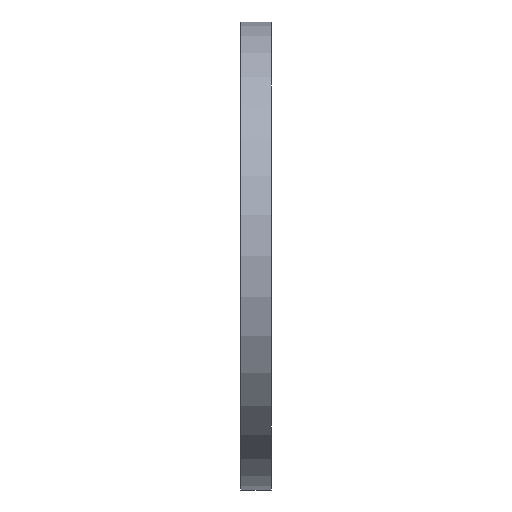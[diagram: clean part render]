
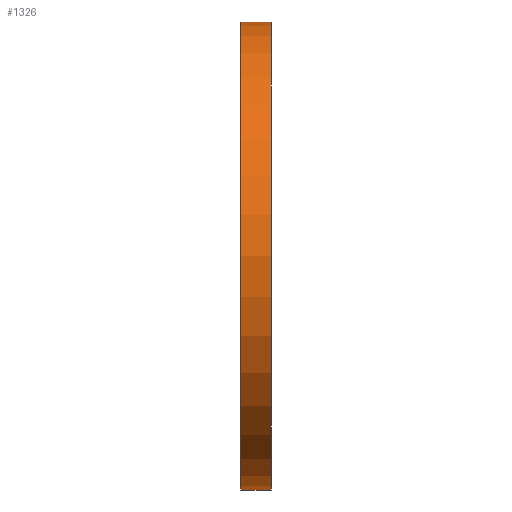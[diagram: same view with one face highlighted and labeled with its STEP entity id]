
A CAD part, left-side view. The second image highlights one B-rep face of the part: STEP entity #1326.
In plain terms, the highlighted cylindrical face has radius 290 mm (diameter 580 mm), a partial arc.
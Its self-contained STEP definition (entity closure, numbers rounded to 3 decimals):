
#9 = CARTESIAN_POINT ( 'NONE',  ( 0., 38., -290. ) ) ;
#25 = DIRECTION ( 'NONE',  ( 0., 1., 0. ) ) ;
#36 = CARTESIAN_POINT ( 'NONE',  ( 0., 0., 0. ) ) ;
#46 = EDGE_CURVE ( 'NONE', #320, #757, #814, .T. ) ;
#71 = EDGE_LOOP ( 'NONE', ( #149, #1315, #331, #799 ) ) ;
#112 = EDGE_CURVE ( 'NONE', #382, #1330, #212, .T. ) ;
#135 = DIRECTION ( 'NONE',  ( 0., 0., 1. ) ) ;
#149 = ORIENTED_EDGE ( 'NONE', *, *, #553, .F. ) ;
#212 = CIRCLE ( 'NONE', #1357, 290. ) ;
#250 = CARTESIAN_POINT ( 'NONE',  ( 0., 34.695, -290. ) ) ;
#280 = AXIS2_PLACEMENT_3D ( 'NONE', #1443, #1114, #1459 ) ;
#320 = VERTEX_POINT ( 'NONE', #446 ) ;
#331 = ORIENTED_EDGE ( 'NONE', *, *, #1162, .T. ) ;
#382 = VERTEX_POINT ( 'NONE', #9 ) ;
#393 = DIRECTION ( 'NONE',  ( 0., 1., 0. ) ) ;
#446 = CARTESIAN_POINT ( 'NONE',  ( 0., 0., -290. ) ) ;
#500 = LINE ( 'NONE', #1423, #975 ) ;
#553 = EDGE_CURVE ( 'NONE', #320, #382, #1390, .T. ) ;
#706 = DIRECTION ( 'NONE',  ( 0., 0., 1. ) ) ;
#757 = VERTEX_POINT ( 'NONE', #1454 ) ;
#799 = ORIENTED_EDGE ( 'NONE', *, *, #112, .F. ) ;
#800 = FACE_OUTER_BOUND ( 'NONE', #71, .T. ) ;
#814 = CIRCLE ( 'NONE', #1060, 290. ) ;
#890 = CARTESIAN_POINT ( 'NONE',  ( 0., 38., 290. ) ) ;
#975 = VECTOR ( 'NONE', #393, 1000. ) ;
#1057 = DIRECTION ( 'NONE',  ( 0., 1., 0. ) ) ;
#1060 = AXIS2_PLACEMENT_3D ( 'NONE', #36, #1376, #706 ) ;
#1114 = DIRECTION ( 'NONE',  ( 0., 1., 0. ) ) ;
#1162 = EDGE_CURVE ( 'NONE', #757, #1330, #500, .T. ) ;
#1315 = ORIENTED_EDGE ( 'NONE', *, *, #46, .T. ) ;
#1326 = ADVANCED_FACE ( 'NONE', ( #800 ), #1452, .T. ) ;
#1330 = VERTEX_POINT ( 'NONE', #890 ) ;
#1357 = AXIS2_PLACEMENT_3D ( 'NONE', #1375, #1057, #135 ) ;
#1375 = CARTESIAN_POINT ( 'NONE',  ( 0., 38., 0. ) ) ;
#1376 = DIRECTION ( 'NONE',  ( 0., 1., 0. ) ) ;
#1390 = LINE ( 'NONE', #250, #1477 ) ;
#1423 = CARTESIAN_POINT ( 'NONE',  ( 0., 34.695, 290. ) ) ;
#1443 = CARTESIAN_POINT ( 'NONE',  ( 0., 34.695, 0. ) ) ;
#1452 = CYLINDRICAL_SURFACE ( 'NONE', #280, 290. ) ;
#1454 = CARTESIAN_POINT ( 'NONE',  ( 0., 0., 290. ) ) ;
#1459 = DIRECTION ( 'NONE',  ( 0., 0., 1. ) ) ;
#1477 = VECTOR ( 'NONE', #25, 1000. ) ;
